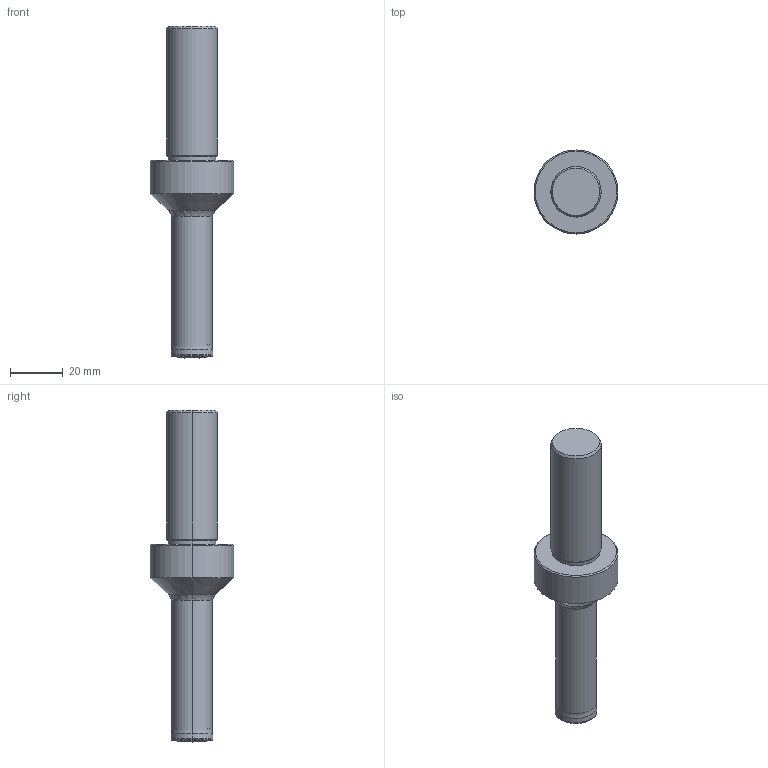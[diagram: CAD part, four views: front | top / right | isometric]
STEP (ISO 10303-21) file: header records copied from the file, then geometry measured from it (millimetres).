
FILE_DESCRIPTION(/* description */ (''),/* implementation_level */ '2;1');
FILE_NAME(/* name */ 'MVX0625X3C075_IR0_016.stp',/* time_stamp */ '2024-06-10T18:16:40+09:00',/* author */ (''),/* organization */ (''),/* preprocessor_version */ 'ST-DEVELOPER v16',/* originating_system */ 'SIEMENS PLM Software NX 10.0',/* authorisation */ '');
FILE_SCHEMA (('AUTOMOTIVE_DESIGN { 1 0 10303 214 3 1 1 1 }'));
Length unit declared in the file: millimetre
Products named in the file (1): MVX0625X3C075_IR0_016_ASM
Bounding box: 31.75 x 31.75 x 125.54 mm (x, y, z)
Volume: 38589.3 mm3; surface area: 9247.1 mm2
Topology: 2 solids, 2 shells, 60 faces, 138 edges, 102 vertices
Faces by surface type: revolution 30, cone 16, cylinder 8, plane 4, torus 2
Entity records: 2348 total; most frequent: CARTESIAN_POINT 956, DIRECTION 256, ORIENTED_EDGE 232, EDGE_CURVE 116, AXIS2_PLACEMENT_3D 100, B_SPLINE_CURVE_WITH_KNOTS 78, CIRCLE 62, EDGE_LOOP 61
